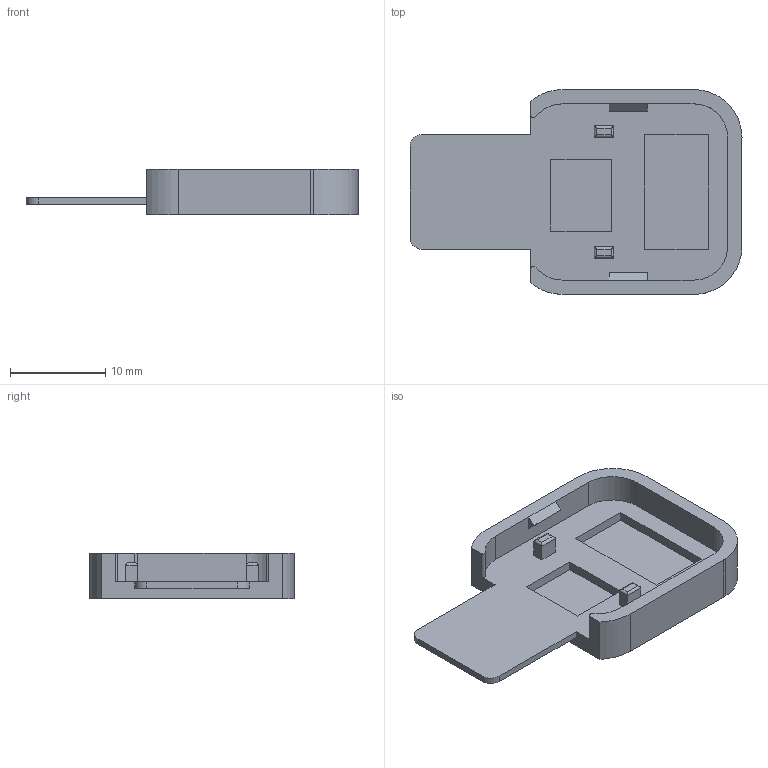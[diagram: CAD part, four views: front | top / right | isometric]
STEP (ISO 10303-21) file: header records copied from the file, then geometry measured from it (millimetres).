
FILE_DESCRIPTION(/* description */ (''),/* implementation_level */ '2;1');
FILE_NAME(/* name */ 'USB_Switch_Tester_Bottom_Case.step',/* time_stamp */ '2022-10-04T16:09:30-07:00',/* author */ (''),/* organization */ (''),/* preprocessor_version */ 'ST-DEVELOPER v19',/* originating_system */ 'Autodesk Translation Framework v11.7.0.108',/* authorisation */ '');
FILE_SCHEMA (('AUTOMOTIVE_DESIGN { 1 0 10303 214 3 1 1 }'));
Length unit declared in the file: millimetre
Products named in the file (2): USB_Switch_Tester_Bottom_Case; Component1
Assembly tree (1 placements, depth 2):
  USB_Switch_Tester_Bottom_Case
    Component1
Bounding box: 34.88 x 21.51 x 4.8 mm (x, y, z)
Volume: 1097 mm3; surface area: 1861.9 mm2
Topology: 1 solids, 1 shells, 69 faces, 177 edges, 114 vertices
Faces by surface type: plane 49, cylinder 20
Entity records: 2127 total; most frequent: CARTESIAN_POINT 363, ORIENTED_EDGE 354, DIRECTION 353, EDGE_CURVE 177, LINE 145, VECTOR 145, VERTEX_POINT 114, AXIS2_PLACEMENT_3D 104
